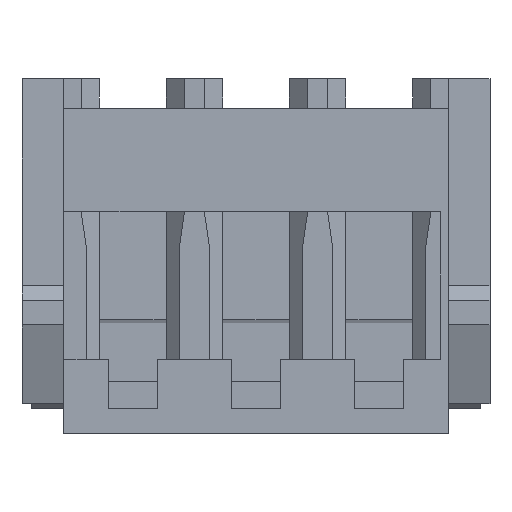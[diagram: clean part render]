
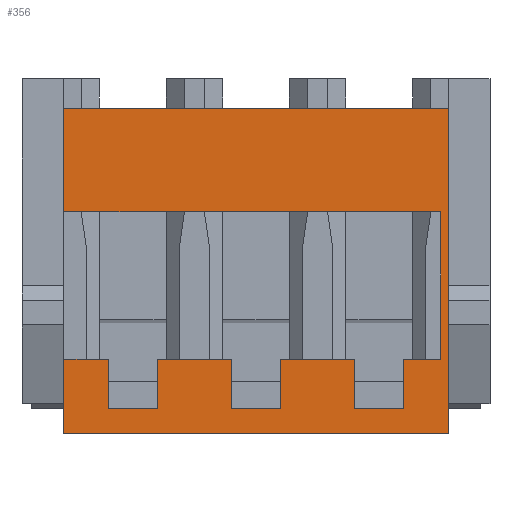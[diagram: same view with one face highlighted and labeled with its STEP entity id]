
A CAD part, front view. The second image highlights one B-rep face of the part: STEP entity #356.
In plain terms, the highlighted planar face has unit normal (0, -1, 0).
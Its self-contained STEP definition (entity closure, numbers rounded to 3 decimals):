
#356 = ADVANCED_FACE( '', ( #795 ), #796, .T. );
#795 = FACE_OUTER_BOUND( '', #1316, .T. );
#796 = PLANE( '', #1317 );
#1316 = EDGE_LOOP( '', ( #2296, #2297, #2298, #2299, #2300, #2301, #2302, #2303, #2304, #2305, #2306, #2307, #2308, #2309, #2310, #2311, #2312, #2313, #2314, #2315 ) );
#1317 = AXIS2_PLACEMENT_3D( '', #2316, #2317, #2318 );
#2296 = ORIENTED_EDGE( '', *, *, #3502, .F. );
#2297 = ORIENTED_EDGE( '', *, *, #3586, .F. );
#2298 = ORIENTED_EDGE( '', *, *, #3299, .F. );
#2299 = ORIENTED_EDGE( '', *, *, #3587, .T. );
#2300 = ORIENTED_EDGE( '', *, *, #3588, .T. );
#2301 = ORIENTED_EDGE( '', *, *, #3589, .T. );
#2302 = ORIENTED_EDGE( '', *, *, #3590, .T. );
#2303 = ORIENTED_EDGE( '', *, *, #3591, .T. );
#2304 = ORIENTED_EDGE( '', *, *, #3592, .T. );
#2305 = ORIENTED_EDGE( '', *, *, #3593, .T. );
#2306 = ORIENTED_EDGE( '', *, *, #3355, .T. );
#2307 = ORIENTED_EDGE( '', *, *, #3216, .T. );
#2308 = ORIENTED_EDGE( '', *, *, #3594, .T. );
#2309 = ORIENTED_EDGE( '', *, *, #3456, .T. );
#2310 = ORIENTED_EDGE( '', *, *, #3595, .T. );
#2311 = ORIENTED_EDGE( '', *, *, #3366, .T. );
#2312 = ORIENTED_EDGE( '', *, *, #3347, .T. );
#2313 = ORIENTED_EDGE( '', *, *, #3596, .T. );
#2314 = ORIENTED_EDGE( '', *, *, #3295, .F. );
#2315 = ORIENTED_EDGE( '', *, *, #3597, .F. );
#2316 = CARTESIAN_POINT( '', ( 4.75, -1.9, -3.25 ) );
#2317 = DIRECTION( '', ( 0., -1., 0. ) );
#2318 = DIRECTION( '', ( 0., 0., -1. ) );
#3216 = EDGE_CURVE( '', #3860, #3861, #3862, .T. );
#3295 = EDGE_CURVE( '', #4004, #4006, #4007, .T. );
#3299 = EDGE_CURVE( '', #4012, #4014, #4015, .T. );
#3347 = EDGE_CURVE( '', #4090, #4091, #4092, .T. );
#3355 = EDGE_CURVE( '', #4102, #3860, #4103, .T. );
#3366 = EDGE_CURVE( '', #4121, #4090, #4122, .T. );
#3456 = EDGE_CURVE( '', #4259, #4257, #4260, .T. );
#3502 = EDGE_CURVE( '', #4328, #4330, #4331, .T. );
#3586 = EDGE_CURVE( '', #4014, #4328, #4461, .T. );
#3587 = EDGE_CURVE( '', #4012, #4462, #4463, .T. );
#3588 = EDGE_CURVE( '', #4462, #4464, #4465, .T. );
#3589 = EDGE_CURVE( '', #4464, #4466, #4467, .T. );
#3590 = EDGE_CURVE( '', #4466, #4468, #4469, .T. );
#3591 = EDGE_CURVE( '', #4468, #4470, #4471, .T. );
#3592 = EDGE_CURVE( '', #4470, #4472, #4473, .T. );
#3593 = EDGE_CURVE( '', #4472, #4102, #4474, .T. );
#3594 = EDGE_CURVE( '', #3861, #4259, #4475, .T. );
#3595 = EDGE_CURVE( '', #4257, #4121, #4476, .T. );
#3596 = EDGE_CURVE( '', #4091, #4006, #4477, .T. );
#3597 = EDGE_CURVE( '', #4330, #4004, #4478, .T. );
#3860 = VERTEX_POINT( '', #4792 );
#3861 = VERTEX_POINT( '', #4793 );
#3862 = LINE( '', #4794, #4795 );
#4004 = VERTEX_POINT( '', #5004 );
#4006 = VERTEX_POINT( '', #5007 );
#4007 = LINE( '', #5008, #5009 );
#4012 = VERTEX_POINT( '', #5016 );
#4014 = VERTEX_POINT( '', #5019 );
#4015 = LINE( '', #5020, #5021 );
#4090 = VERTEX_POINT( '', #5133 );
#4091 = VERTEX_POINT( '', #5134 );
#4092 = LINE( '', #5135, #5136 );
#4102 = VERTEX_POINT( '', #5151 );
#4103 = LINE( '', #5152, #5153 );
#4121 = VERTEX_POINT( '', #5179 );
#4122 = LINE( '', #5180, #5181 );
#4257 = VERTEX_POINT( '', #5385 );
#4259 = VERTEX_POINT( '', #5388 );
#4260 = LINE( '', #5389, #5390 );
#4328 = VERTEX_POINT( '', #5491 );
#4330 = VERTEX_POINT( '', #5494 );
#4331 = LINE( '', #5495, #5496 );
#4461 = LINE( '', #5694, #5695 );
#4462 = VERTEX_POINT( '', #5696 );
#4463 = LINE( '', #5697, #5698 );
#4464 = VERTEX_POINT( '', #5699 );
#4465 = LINE( '', #5700, #5701 );
#4466 = VERTEX_POINT( '', #5702 );
#4467 = LINE( '', #5703, #5704 );
#4468 = VERTEX_POINT( '', #5705 );
#4469 = LINE( '', #5706, #5707 );
#4470 = VERTEX_POINT( '', #5708 );
#4471 = LINE( '', #5709, #5710 );
#4472 = VERTEX_POINT( '', #5711 );
#4473 = LINE( '', #5712, #5713 );
#4474 = LINE( '', #5714, #5715 );
#4475 = LINE( '', #5716, #5717 );
#4476 = LINE( '', #5718, #5719 );
#4477 = LINE( '', #5720, #5721 );
#4478 = LINE( '', #5722, #5723 );
#4792 = CARTESIAN_POINT( '', ( 0.498, -1.9, -2.75 ) );
#4793 = CARTESIAN_POINT( '', ( -0.498, -1.9, -2.75 ) );
#4794 = CARTESIAN_POINT( '', ( 0.498, -1.9, -2.75 ) );
#4795 = VECTOR( '', #6126, 1000. );
#5004 = CARTESIAN_POINT( '', ( -3.9, -1.9, -3.25 ) );
#5007 = CARTESIAN_POINT( '', ( -3.9, -1.9, -1.75 ) );
#5008 = CARTESIAN_POINT( '', ( -3.9, -1.9, -3.25 ) );
#5009 = VECTOR( '', #6195, 1000. );
#5016 = CARTESIAN_POINT( '', ( -3.9, -1.9, 1.25 ) );
#5019 = CARTESIAN_POINT( '', ( -3.9, -1.9, 3.35 ) );
#5020 = CARTESIAN_POINT( '', ( -3.9, -1.9, -3.25 ) );
#5021 = VECTOR( '', #6199, 1000. );
#5133 = CARTESIAN_POINT( '', ( -2.998, -1.9, -2.75 ) );
#5134 = CARTESIAN_POINT( '', ( -2.998, -1.9, -1.75 ) );
#5135 = CARTESIAN_POINT( '', ( -2.998, -1.9, -2.75 ) );
#5136 = VECTOR( '', #6237, 1000. );
#5151 = CARTESIAN_POINT( '', ( 0.498, -1.9, -1.75 ) );
#5152 = CARTESIAN_POINT( '', ( 0.498, -1.9, -1.75 ) );
#5153 = VECTOR( '', #6243, 1000. );
#5179 = CARTESIAN_POINT( '', ( -2.003, -1.9, -2.75 ) );
#5180 = CARTESIAN_POINT( '', ( -2.003, -1.9, -2.75 ) );
#5181 = VECTOR( '', #6252, 1000. );
#5385 = CARTESIAN_POINT( '', ( -2.003, -1.9, -1.75 ) );
#5388 = CARTESIAN_POINT( '', ( -0.498, -1.9, -1.75 ) );
#5389 = CARTESIAN_POINT( '', ( -1.25, -1.9, -1.75 ) );
#5390 = VECTOR( '', #6323, 1000. );
#5491 = CARTESIAN_POINT( '', ( 3.9, -1.9, 3.35 ) );
#5494 = CARTESIAN_POINT( '', ( 3.9, -1.9, -3.25 ) );
#5495 = CARTESIAN_POINT( '', ( 3.9, -1.9, 3.95 ) );
#5496 = VECTOR( '', #6358, 1000. );
#5694 = CARTESIAN_POINT( '', ( -3.9, -1.9, 3.35 ) );
#5695 = VECTOR( '', #6427, 1000. );
#5696 = CARTESIAN_POINT( '', ( 3.75, -1.9, 1.25 ) );
#5697 = CARTESIAN_POINT( '', ( -3.175, -1.9, 1.25 ) );
#5698 = VECTOR( '', #6428, 1000. );
#5699 = CARTESIAN_POINT( '', ( 3.75, -1.9, -1.75 ) );
#5700 = CARTESIAN_POINT( '', ( 3.75, -1.9, 1.25 ) );
#5701 = VECTOR( '', #6429, 1000. );
#5702 = CARTESIAN_POINT( '', ( 2.998, -1.9, -1.75 ) );
#5703 = CARTESIAN_POINT( '', ( 3.75, -1.9, -1.75 ) );
#5704 = VECTOR( '', #6430, 1000. );
#5705 = CARTESIAN_POINT( '', ( 2.998, -1.9, -2.75 ) );
#5706 = CARTESIAN_POINT( '', ( 2.998, -1.9, -1.75 ) );
#5707 = VECTOR( '', #6431, 1000. );
#5708 = CARTESIAN_POINT( '', ( 2.003, -1.9, -2.75 ) );
#5709 = CARTESIAN_POINT( '', ( 2.998, -1.9, -2.75 ) );
#5710 = VECTOR( '', #6432, 1000. );
#5711 = CARTESIAN_POINT( '', ( 2.003, -1.9, -1.75 ) );
#5712 = CARTESIAN_POINT( '', ( 2.003, -1.9, -2.75 ) );
#5713 = VECTOR( '', #6433, 1000. );
#5714 = CARTESIAN_POINT( '', ( 1.25, -1.9, -1.75 ) );
#5715 = VECTOR( '', #6434, 1000. );
#5716 = CARTESIAN_POINT( '', ( -0.498, -1.9, -2.75 ) );
#5717 = VECTOR( '', #6435, 1000. );
#5718 = CARTESIAN_POINT( '', ( -2.003, -1.9, -1.75 ) );
#5719 = VECTOR( '', #6436, 1000. );
#5720 = CARTESIAN_POINT( '', ( -2.998, -1.9, -1.75 ) );
#5721 = VECTOR( '', #6437, 1000. );
#5722 = CARTESIAN_POINT( '', ( 4.75, -1.9, -3.25 ) );
#5723 = VECTOR( '', #6438, 1000. );
#6126 = DIRECTION( '', ( -1., 0., 0. ) );
#6195 = DIRECTION( '', ( 0., 0., 1. ) );
#6199 = DIRECTION( '', ( 0., 0., 1. ) );
#6237 = DIRECTION( '', ( 0., 0., 1. ) );
#6243 = DIRECTION( '', ( 0., 0., -1. ) );
#6252 = DIRECTION( '', ( -1., 0., 0. ) );
#6323 = DIRECTION( '', ( -1., 0., 0. ) );
#6358 = DIRECTION( '', ( 0., 0., -1. ) );
#6427 = DIRECTION( '', ( 1., 0., 0. ) );
#6428 = DIRECTION( '', ( 1., 0., 0. ) );
#6429 = DIRECTION( '', ( 0., 0., -1. ) );
#6430 = DIRECTION( '', ( -1., 0., 0. ) );
#6431 = DIRECTION( '', ( 0., 0., -1. ) );
#6432 = DIRECTION( '', ( -1., 0., 0. ) );
#6433 = DIRECTION( '', ( 0., 0., 1. ) );
#6434 = DIRECTION( '', ( -1., 0., 0. ) );
#6435 = DIRECTION( '', ( 0., 0., 1. ) );
#6436 = DIRECTION( '', ( 0., 0., -1. ) );
#6437 = DIRECTION( '', ( -1., 0., 0. ) );
#6438 = DIRECTION( '', ( -1., 0., 0. ) );
